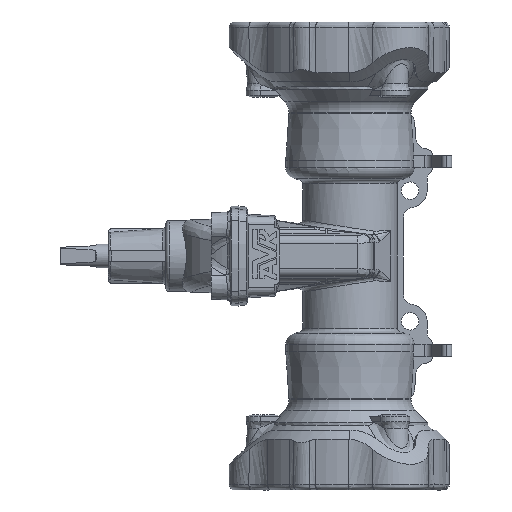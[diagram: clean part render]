
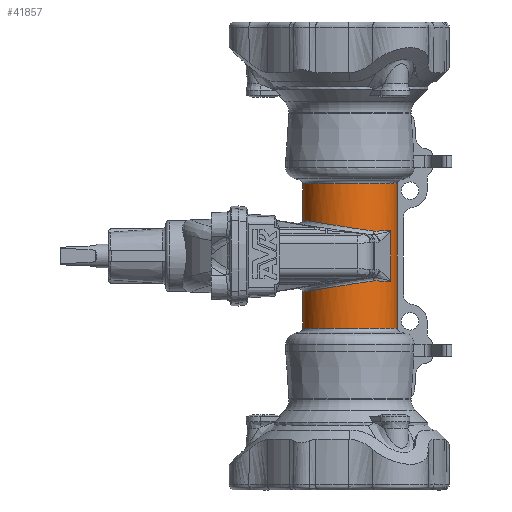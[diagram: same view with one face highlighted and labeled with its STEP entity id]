
A CAD part, left-side view. The second image highlights one B-rep face of the part: STEP entity #41857.
In plain terms, the highlighted cylindrical face has radius 46 mm (diameter 92 mm), a partial arc.
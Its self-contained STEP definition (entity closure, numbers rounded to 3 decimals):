
#2817 = EDGE_CURVE ( 'NONE', #34352, #44339, #14831, .T. ) ;
#7601 = ORIENTED_EDGE ( 'NONE', *, *, #42645, .T. ) ;
#7602 = ORIENTED_EDGE ( 'NONE', *, *, #42662, .T. ) ;
#7603 = ORIENTED_EDGE ( 'NONE', *, *, #42691, .T. ) ;
#7604 = ORIENTED_EDGE ( 'NONE', *, *, #42673, .T. ) ;
#7605 = ORIENTED_EDGE ( 'NONE', *, *, #42700, .T. ) ;
#7606 = ORIENTED_EDGE ( 'NONE', *, *, #42684, .T. ) ;
#7607 = ORIENTED_EDGE ( 'NONE', *, *, #42688, .F. ) ;
#7608 = ORIENTED_EDGE ( 'NONE', *, *, #42701, .F. ) ;
#7609 = ORIENTED_EDGE ( 'NONE', *, *, #42687, .F. ) ;
#7610 = ORIENTED_EDGE ( 'NONE', *, *, #42698, .T. ) ;
#7611 = ORIENTED_EDGE ( 'NONE', *, *, #42610, .F. ) ;
#7612 = ORIENTED_EDGE ( 'NONE', *, *, #2817, .T. ) ;
#7738 = EDGE_LOOP ( 'NONE', ( #7601, #7602, #7603, #7604, #7605, #7606, #7607, #7608, #7609, #7610, #7611, #7612 ) ) ;
#12788 = B_SPLINE_CURVE_WITH_KNOTS ( 'NONE', 3,
 ( #26931, #26905, #26927, #26933 ),
 .UNSPECIFIED., .F., .F.,
 ( 4, 4 ),
 ( 0., 0. ),
 .UNSPECIFIED. ) ;
#12792 =( BOUNDED_CURVE ( )  B_SPLINE_CURVE ( 3, ( #26980, #26979, #27006, #27007 ),
 .UNSPECIFIED., .F., .F. ) 
 B_SPLINE_CURVE_WITH_KNOTS ( ( 4, 4 ),
 ( 3.266, 5.356 ),
 .UNSPECIFIED. ) 
 CURVE ( )  GEOMETRIC_REPRESENTATION_ITEM ( )  RATIONAL_B_SPLINE_CURVE ( ( 1., 0.668, 0.668, 1. ) ) 
 REPRESENTATION_ITEM ( '' )  );
#12793 =( BOUNDED_CURVE ( )  B_SPLINE_CURVE ( 3, ( #27003, #27005, #27009, #27010 ),
 .UNSPECIFIED., .F., .F. ) 
 B_SPLINE_CURVE_WITH_KNOTS ( ( 4, 4 ),
 ( 0.525, 1.047 ),
 .UNSPECIFIED. ) 
 CURVE ( )  GEOMETRIC_REPRESENTATION_ITEM ( )  RATIONAL_B_SPLINE_CURVE ( ( 1., 0.977, 0.977, 1. ) ) 
 REPRESENTATION_ITEM ( '' )  );
#12795 =( BOUNDED_CURVE ( )  B_SPLINE_CURVE ( 3, ( #27016, #27017, #27022, #27023 ),
 .UNSPECIFIED., .F., .F. ) 
 B_SPLINE_CURVE_WITH_KNOTS ( ( 4, 4 ),
 ( 3.266, 5.356 ),
 .UNSPECIFIED. ) 
 CURVE ( )  GEOMETRIC_REPRESENTATION_ITEM ( )  RATIONAL_B_SPLINE_CURVE ( ( 1., 0.668, 0.668, 1. ) ) 
 REPRESENTATION_ITEM ( '' )  );
#12798 =( BOUNDED_CURVE ( )  B_SPLINE_CURVE ( 3, ( #27045, #27044, #27050, #27051 ),
 .UNSPECIFIED., .F., .F. ) 
 B_SPLINE_CURVE_WITH_KNOTS ( ( 4, 4 ),
 ( 0.525, 1.047 ),
 .UNSPECIFIED. ) 
 CURVE ( )  GEOMETRIC_REPRESENTATION_ITEM ( )  RATIONAL_B_SPLINE_CURVE ( ( 1., 0.977, 0.977, 1. ) ) 
 REPRESENTATION_ITEM ( '' )  );
#12799 = B_SPLINE_CURVE_WITH_KNOTS ( 'NONE', 3,
 ( #27049, #27048, #27052, #27053 ),
 .UNSPECIFIED., .F., .F.,
 ( 4, 4 ),
 ( 0., 0. ),
 .UNSPECIFIED. ) ;
#14826 = VECTOR ( 'NONE', #19201, 1000. ) ;
#14831 = LINE ( 'NONE', #19194, #14826 ) ;
#17338 = AXIS2_PLACEMENT_3D ( 'NONE', #38974, #38972, #38970 ) ;
#18768 = DIRECTION ( 'NONE',  ( 0., 1., 0. ) ) ;
#18769 = DIRECTION ( 'NONE',  ( 0., 0., -1. ) ) ;
#18816 = AXIS2_PLACEMENT_3D ( 'NONE', #24461, #18769, #18768 ) ;
#18849 = AXIS2_PLACEMENT_3D ( 'NONE', #26833, #26834, #26835 ) ;
#19194 = CARTESIAN_POINT ( 'NONE',  ( -2.5, -45.932, 212.508 ) ) ;
#19201 = DIRECTION ( 'NONE',  ( 0., 0., 1. ) ) ;
#20647 = CIRCLE ( 'NONE', #18816, 46. ) ;
#20694 = CIRCLE ( 'NONE', #18849, 46. ) ;
#20707 = LINE ( 'NONE', #26894, #20710 ) ;
#20710 = VECTOR ( 'NONE', #26895, 1000. ) ;
#20728 = LINE ( 'NONE', #26967, #20730 ) ;
#20730 = VECTOR ( 'NONE', #26968, 1000. ) ;
#20740 = LINE ( 'NONE', #27034, #20742 ) ;
#20742 = VECTOR ( 'NONE', #27035, 1000. ) ;
#24461 = CARTESIAN_POINT ( 'NONE',  ( 0., 0., -70.104 ) ) ;
#26359 = CARTESIAN_POINT ( 'NONE',  ( 0., 46., 70.104 ) ) ;
#26388 = CARTESIAN_POINT ( 'NONE',  ( 0., 46., -70.104 ) ) ;
#26399 = CARTESIAN_POINT ( 'NONE',  ( -2.5, -45.932, -70.104 ) ) ;
#26833 = CARTESIAN_POINT ( 'NONE',  ( 0., 0., 70.104 ) ) ;
#26834 = DIRECTION ( 'NONE',  ( 0., 0., -1. ) ) ;
#26835 = DIRECTION ( 'NONE',  ( 0., 1., 0. ) ) ;
#26894 = CARTESIAN_POINT ( 'NONE',  ( 0., 46., 212.508 ) ) ;
#26895 = DIRECTION ( 'NONE',  ( 0., 0., -1. ) ) ;
#26905 = CARTESIAN_POINT ( 'NONE',  ( -39.906, -22.88, 24.25 ) ) ;
#26927 = CARTESIAN_POINT ( 'NONE',  ( -39.857, -22.965, 24.244 ) ) ;
#26931 = CARTESIAN_POINT ( 'NONE',  ( -39.955, -22.795, 24.262 ) ) ;
#26933 = CARTESIAN_POINT ( 'NONE',  ( -39.808, -23.051, 24.245 ) ) ;
#26967 = CARTESIAN_POINT ( 'NONE',  ( -23., -39.837, 212.508 ) ) ;
#26968 = DIRECTION ( 'NONE',  ( 0., 0., -1. ) ) ;
#26979 = CARTESIAN_POINT ( 'NONE',  ( -39.69, 46., -34.776 ) ) ;
#26980 = CARTESIAN_POINT ( 'NONE',  ( 0., 46., -35.537 ) ) ;
#27003 = CARTESIAN_POINT ( 'NONE',  ( -39.808, -23.051, -24.245 ) ) ;
#27005 = CARTESIAN_POINT ( 'NONE',  ( -35.748, -30.062, -24.322 ) ) ;
#27006 = CARTESIAN_POINT ( 'NONE',  ( -59.623, 11.679, -29.151 ) ) ;
#27007 = CARTESIAN_POINT ( 'NONE',  ( -39.955, -22.795, -24.262 ) ) ;
#27009 = CARTESIAN_POINT ( 'NONE',  ( -30.016, -35.787, -24.431 ) ) ;
#27010 = CARTESIAN_POINT ( 'NONE',  ( -23., -39.837, -24.564 ) ) ;
#27016 = CARTESIAN_POINT ( 'NONE',  ( 0., 46., 35.537 ) ) ;
#27017 = CARTESIAN_POINT ( 'NONE',  ( -39.69, 46., 34.776 ) ) ;
#27022 = CARTESIAN_POINT ( 'NONE',  ( -59.623, 11.679, 29.151 ) ) ;
#27023 = CARTESIAN_POINT ( 'NONE',  ( -39.955, -22.795, 24.262 ) ) ;
#27034 = CARTESIAN_POINT ( 'NONE',  ( 0., 46., 212.508 ) ) ;
#27035 = DIRECTION ( 'NONE',  ( 0., 0., -1. ) ) ;
#27044 = CARTESIAN_POINT ( 'NONE',  ( -35.748, -30.062, 24.322 ) ) ;
#27045 = CARTESIAN_POINT ( 'NONE',  ( -39.808, -23.051, 24.245 ) ) ;
#27048 = CARTESIAN_POINT ( 'NONE',  ( -39.906, -22.88, -24.25 ) ) ;
#27049 = CARTESIAN_POINT ( 'NONE',  ( -39.955, -22.795, -24.262 ) ) ;
#27050 = CARTESIAN_POINT ( 'NONE',  ( -30.016, -35.787, 24.431 ) ) ;
#27051 = CARTESIAN_POINT ( 'NONE',  ( -23., -39.837, 24.564 ) ) ;
#27052 = CARTESIAN_POINT ( 'NONE',  ( -39.857, -22.965, -24.244 ) ) ;
#27053 = CARTESIAN_POINT ( 'NONE',  ( -39.808, -23.051, -24.245 ) ) ;
#34062 = VERTEX_POINT ( 'NONE', #26359 ) ;
#34320 = VERTEX_POINT ( 'NONE', #26388 ) ;
#34352 = VERTEX_POINT ( 'NONE', #26399 ) ;
#34858 = CARTESIAN_POINT ( 'NONE',  ( -2.5, -45.932, 70.104 ) ) ;
#34860 = CARTESIAN_POINT ( 'NONE',  ( -39.808, -23.051, -24.245 ) ) ;
#34861 = CARTESIAN_POINT ( 'NONE',  ( -39.955, -22.795, -24.262 ) ) ;
#34865 = CARTESIAN_POINT ( 'NONE',  ( 0., 46., -35.537 ) ) ;
#34866 = CARTESIAN_POINT ( 'NONE',  ( 0., 46., 35.537 ) ) ;
#34867 = CARTESIAN_POINT ( 'NONE',  ( -39.955, -22.795, 24.262 ) ) ;
#34868 = CARTESIAN_POINT ( 'NONE',  ( -39.808, -23.051, 24.245 ) ) ;
#34869 = CARTESIAN_POINT ( 'NONE',  ( -23., -39.837, 24.564 ) ) ;
#34870 = CARTESIAN_POINT ( 'NONE',  ( -23., -39.837, -24.564 ) ) ;
#38970 = DIRECTION ( 'NONE',  ( 0., 1., 0. ) ) ;
#38972 = DIRECTION ( 'NONE',  ( 0., 0., -1. ) ) ;
#38974 = CARTESIAN_POINT ( 'NONE',  ( 0., 0., 212.508 ) ) ;
#39220 = FACE_OUTER_BOUND ( 'NONE', #7738, .T. ) ;
#39224 = CYLINDRICAL_SURFACE ( 'NONE', #17338, 46. ) ;
#41857 = ADVANCED_FACE ( 'NONE', ( #39220 ), #39224, .T. ) ;
#42610 = EDGE_CURVE ( 'NONE', #34352, #34320, #20647, .T. ) ;
#42645 = EDGE_CURVE ( 'NONE', #44339, #34062, #20694, .T. ) ;
#42662 = EDGE_CURVE ( 'NONE', #34062, #44347, #20707, .T. ) ;
#42673 = EDGE_CURVE ( 'NONE', #44348, #44349, #12788, .T. ) ;
#42684 = EDGE_CURVE ( 'NONE', #44350, #44351, #20728, .T. ) ;
#42687 = EDGE_CURVE ( 'NONE', #44346, #44342, #12792, .T. ) ;
#42688 = EDGE_CURVE ( 'NONE', #44341, #44351, #12793, .T. ) ;
#42691 = EDGE_CURVE ( 'NONE', #44347, #44348, #12795, .T. ) ;
#42698 = EDGE_CURVE ( 'NONE', #44346, #34320, #20740, .T. ) ;
#42700 = EDGE_CURVE ( 'NONE', #44349, #44350, #12798, .T. ) ;
#42701 = EDGE_CURVE ( 'NONE', #44342, #44341, #12799, .T. ) ;
#44339 = VERTEX_POINT ( 'NONE', #34858 ) ;
#44341 = VERTEX_POINT ( 'NONE', #34860 ) ;
#44342 = VERTEX_POINT ( 'NONE', #34861 ) ;
#44346 = VERTEX_POINT ( 'NONE', #34865 ) ;
#44347 = VERTEX_POINT ( 'NONE', #34866 ) ;
#44348 = VERTEX_POINT ( 'NONE', #34867 ) ;
#44349 = VERTEX_POINT ( 'NONE', #34868 ) ;
#44350 = VERTEX_POINT ( 'NONE', #34869 ) ;
#44351 = VERTEX_POINT ( 'NONE', #34870 ) ;
